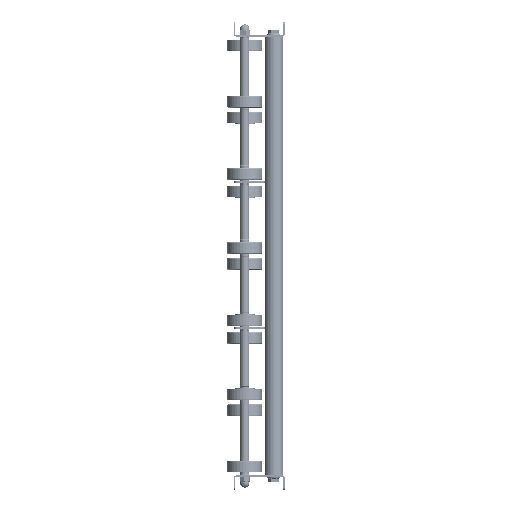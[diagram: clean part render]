
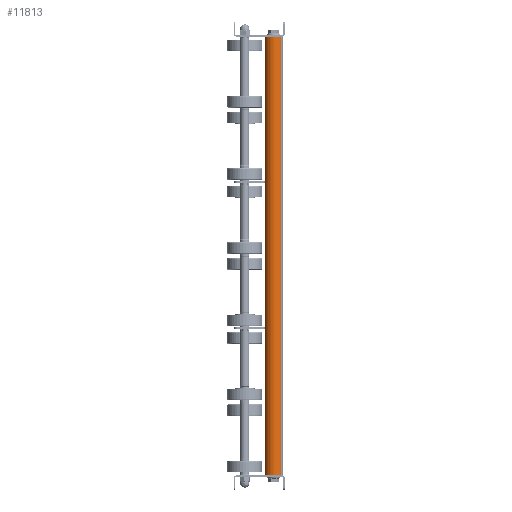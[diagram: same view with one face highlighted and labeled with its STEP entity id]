
A CAD part, left-side view. The second image highlights one B-rep face of the part: STEP entity #11813.
In plain terms, the highlighted cylindrical face has radius 12.5 mm (diameter 25 mm), a partial arc.
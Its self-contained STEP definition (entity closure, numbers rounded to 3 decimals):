
#115 = ORIENTED_EDGE ( 'NONE', *, *, #15208, .T. ) ;
#1502 = CARTESIAN_POINT ( 'NONE',  ( 1., 0., -12.5 ) ) ;
#2673 = CARTESIAN_POINT ( 'NONE',  ( 599., 0., 12.5 ) ) ;
#2737 = CARTESIAN_POINT ( 'NONE',  ( 1., 0., 0. ) ) ;
#2899 = CARTESIAN_POINT ( 'NONE',  ( 1., 0., 12.5 ) ) ;
#2968 = EDGE_CURVE ( 'NONE', #19289, #8185, #8900, .T. ) ;
#3214 = VECTOR ( 'NONE', #16493, 1000. ) ;
#4075 = CARTESIAN_POINT ( 'NONE',  ( 599., 0., 0. ) ) ;
#4097 = ORIENTED_EDGE ( 'NONE', *, *, #15499, .F. ) ;
#4354 = DIRECTION ( 'NONE',  ( 0., 0., -1. ) ) ;
#4748 = AXIS2_PLACEMENT_3D ( 'NONE', #2737, #7646, #4354 ) ;
#5092 = CIRCLE ( 'NONE', #4748, 12.5 ) ;
#5460 = CARTESIAN_POINT ( 'NONE',  ( 600., 0., -12.5 ) ) ;
#5786 = DIRECTION ( 'NONE',  ( -1., 0., 0. ) ) ;
#5957 = VECTOR ( 'NONE', #5786, 1000. ) ;
#6275 = ORIENTED_EDGE ( 'NONE', *, *, #18650, .T. ) ;
#6329 = DIRECTION ( 'NONE',  ( -1., 0., 0. ) ) ;
#7646 = DIRECTION ( 'NONE',  ( 1., 0., 0. ) ) ;
#7968 = CARTESIAN_POINT ( 'NONE',  ( 600., 0., 0. ) ) ;
#8070 = CARTESIAN_POINT ( 'NONE',  ( 599., 0., -12.5 ) ) ;
#8185 = VERTEX_POINT ( 'NONE', #2673 ) ;
#8900 = CIRCLE ( 'NONE', #18281, 12.5 ) ;
#9201 = DIRECTION ( 'NONE',  ( -1., 0., 0. ) ) ;
#10550 = EDGE_LOOP ( 'NONE', ( #4097, #14493, #115, #6275 ) ) ;
#11423 = CYLINDRICAL_SURFACE ( 'NONE', #12785, 12.5 ) ;
#11813 = ADVANCED_FACE ( 'NONE', ( #16224 ), #11423, .T. ) ;
#12579 = DIRECTION ( 'NONE',  ( 0., 0., -1. ) ) ;
#12785 = AXIS2_PLACEMENT_3D ( 'NONE', #7968, #6329, #12960 ) ;
#12960 = DIRECTION ( 'NONE',  ( 0., 0., 1. ) ) ;
#14493 = ORIENTED_EDGE ( 'NONE', *, *, #2968, .T. ) ;
#15208 = EDGE_CURVE ( 'NONE', #8185, #19661, #16378, .T. ) ;
#15499 = EDGE_CURVE ( 'NONE', #19289, #19367, #17340, .T. ) ;
#16224 = FACE_OUTER_BOUND ( 'NONE', #10550, .T. ) ;
#16378 = LINE ( 'NONE', #18002, #3214 ) ;
#16493 = DIRECTION ( 'NONE',  ( -1., 0., 0. ) ) ;
#17340 = LINE ( 'NONE', #5460, #5957 ) ;
#18002 = CARTESIAN_POINT ( 'NONE',  ( 600., 0., 12.5 ) ) ;
#18281 = AXIS2_PLACEMENT_3D ( 'NONE', #4075, #9201, #12579 ) ;
#18650 = EDGE_CURVE ( 'NONE', #19661, #19367, #5092, .T. ) ;
#19289 = VERTEX_POINT ( 'NONE', #8070 ) ;
#19367 = VERTEX_POINT ( 'NONE', #1502 ) ;
#19661 = VERTEX_POINT ( 'NONE', #2899 ) ;
